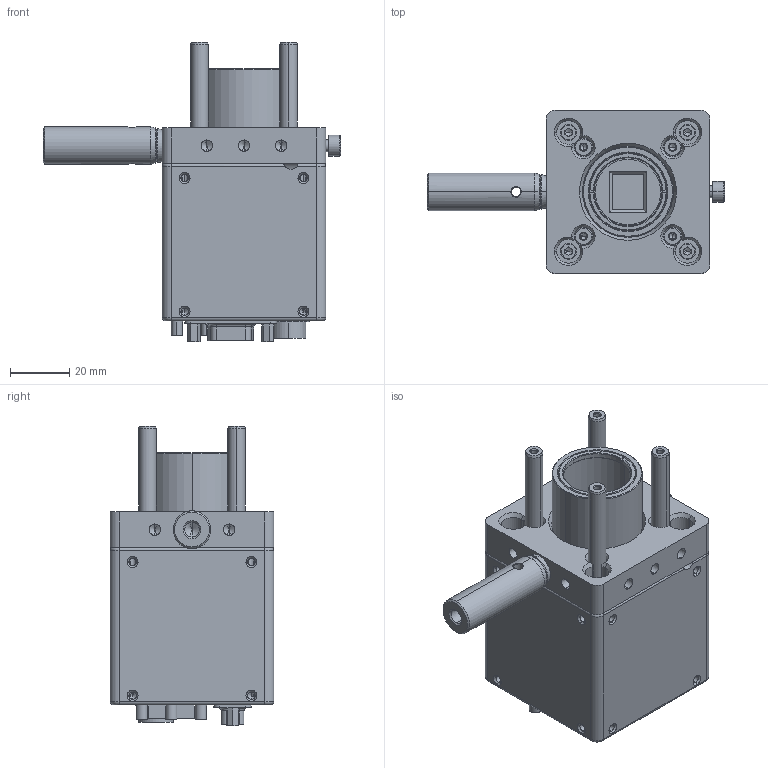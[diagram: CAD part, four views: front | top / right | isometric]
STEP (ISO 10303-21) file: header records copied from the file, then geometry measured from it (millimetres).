
FILE_DESCRIPTION (( 'STEP AP214' ), '1' );
FILE_NAME ('JAI-001-020-020_00.STEP', '2025-01-06T16:42:04', ( '' ), ( '' ), 'SwSTEP 2.0', 'SolidWorks 2022', '' );
FILE_SCHEMA (( 'AUTOMOTIVE_DESIGN' ));
Length unit declared in the file: millimetre
Products named in the file (8): socket head cap screw_din_DIN 912 M3 x 6 --- 6N; JAI-BM-141GE; JAI-001-020-020_00; Thorlabs_SM1L10; Thorlabs_ER1.5; Thorlabs_TR40M; JAI-001-020-110_00; socket head cap screw_din_DIN 912 M4 x 12 --- 12N
Assembly tree (13 placements, depth 2):
  JAI-001-020-020_00
    JAI-001-020-110_00
    JAI-BM-141GE
    socket head cap screw_din_DIN 912 M3 x 6 --- 6N  x4
    Thorlabs_TR40M
    Thorlabs_SM1L10
    socket head cap screw_din_DIN 912 M4 x 12 --- 12N
    Thorlabs_ER1.5  x4
Bounding box: 100 x 55 x 100.8 mm (x, y, z)
Volume: 194558.1 mm3; surface area: 44717.4 mm2
Topology: 15 solids, 15 shells, 1010 faces, 2479 edges, 1496 vertices
Faces by surface type: plane 303, cone 282, cylinder 245, bspline 148, torus 32
Entity records: 34694 total; most frequent: CARTESIAN_POINT 9260, ORIENTED_EDGE 4242, DIRECTION 3748, EDGE_CURVE 2121, AXIS2_PLACEMENT_3D 1365, VERTEX_POINT 1331, VECTOR 1018, LINE 1018
